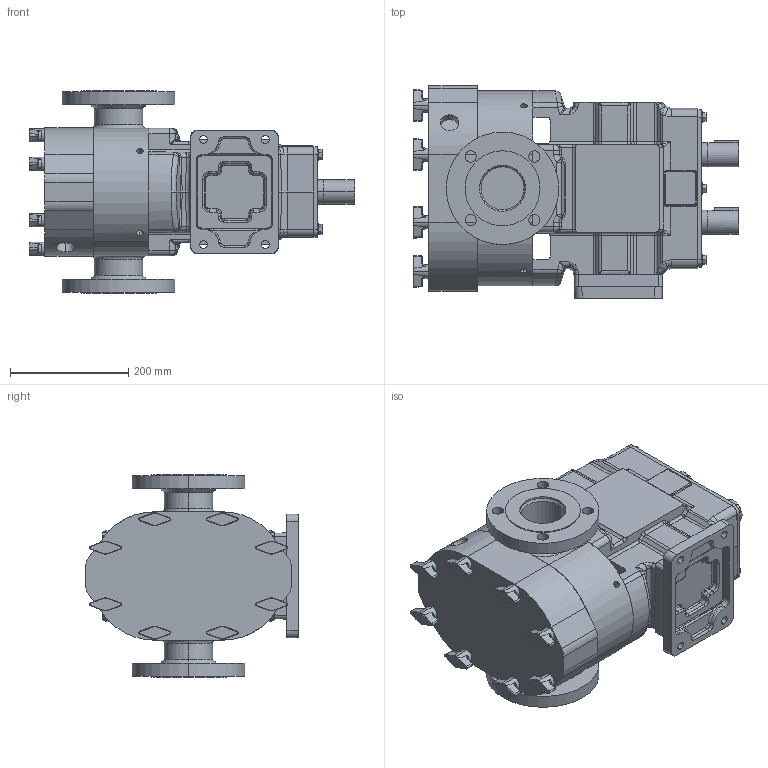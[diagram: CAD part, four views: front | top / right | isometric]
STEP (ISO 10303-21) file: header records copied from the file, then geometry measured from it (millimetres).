
FILE_DESCRIPTION (( 'STEP AP214' ), '1' );
FILE_NAME ('TRA10-1300-015.STEP', '2024-04-11T19:55:25', ( '' ), ( '' ), 'SwSTEP 2.0', 'SolidWorks 2022', '' );
FILE_SCHEMA (( 'AUTOMOTIVE_DESIGN' ));
Length unit declared in the file: inch
Products named in the file (5): TRA10-0600-COVER-JACKET; TRA10-1300-BODY; 1300FLG150-30; TRA10-0600-GEARBOX-H; TRA10-1300-015
Assembly tree (5 placements, depth 2):
  TRA10-1300-015
    TRA10-0600-GEARBOX-H
    TRA10-1300-BODY
    TRA10-0600-COVER-JACKET
    1300FLG150-30  x2
Bounding box: 551.8 x 359.54 x 342.9 mm (x, y, z)
Volume: 25265950.7 mm3; surface area: 1080362.2 mm2
Topology: 5 solids, 5 shells, 1082 faces, 2635 edges, 1568 vertices
Faces by surface type: cylinder 398, plane 288, bspline 206, torus 88, cone 86, sphere 16
Entity records: 39549 total; most frequent: CARTESIAN_POINT 16855, ORIENTED_EDGE 5078, DIRECTION 4349, EDGE_CURVE 2539, AXIS2_PLACEMENT_3D 1682, VERTEX_POINT 1530, EDGE_LOOP 1113, ADVANCED_FACE 1056
